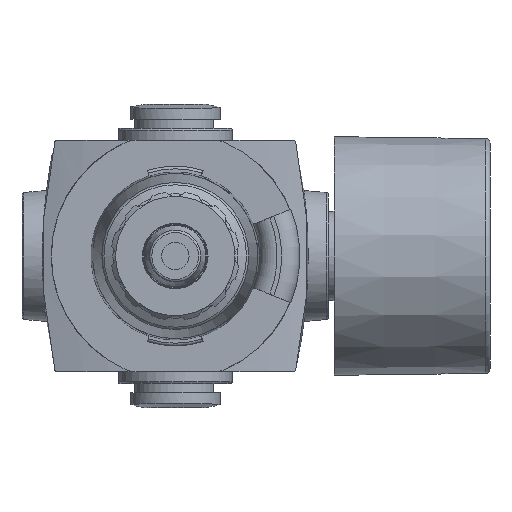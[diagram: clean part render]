
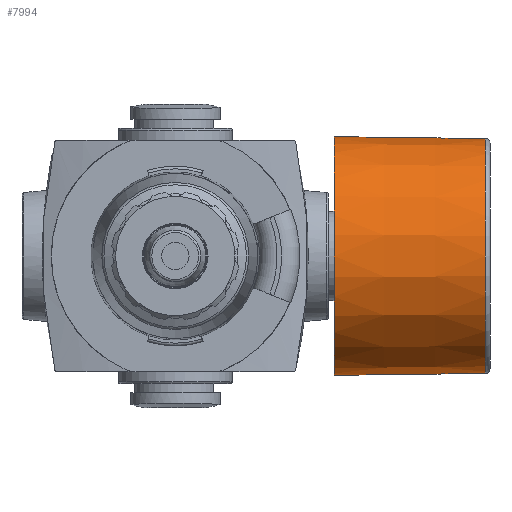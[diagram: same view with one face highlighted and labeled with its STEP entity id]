
A CAD part, front view. The second image highlights one B-rep face of the part: STEP entity #7994.
In plain terms, the highlighted conical face has half-angle 0.694 degrees and reference radius 13 mm.
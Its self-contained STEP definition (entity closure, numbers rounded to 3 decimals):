
#208=CONICAL_SURFACE('',#8703,13.,0.012);
#1263=CIRCLE('',#8702,13.);
#1264=CIRCLE('',#8704,12.8);
#2775=ORIENTED_EDGE('',*,*,#3535,.F.);
#2776=ORIENTED_EDGE('',*,*,#3534,.T.);
#3534=EDGE_CURVE('',#4069,#4069,#1263,.T.);
#3535=EDGE_CURVE('',#4070,#4070,#1264,.T.);
#4069=VERTEX_POINT('',#12549);
#4070=VERTEX_POINT('',#12552);
#4683=EDGE_LOOP('',(#2775));
#4684=EDGE_LOOP('',(#2776));
#5173=FACE_BOUND('',#4683,.T.);
#5174=FACE_BOUND('',#4684,.T.);
#7994=ADVANCED_FACE('',(#5173,#5174),#208,.T.);
#8702=AXIS2_PLACEMENT_3D('',#12548,#10387,#10388);
#8703=AXIS2_PLACEMENT_3D('',#12550,#10389,#10390);
#8704=AXIS2_PLACEMENT_3D('',#12551,#10391,#10392);
#10387=DIRECTION('',(1.,0.,0.));
#10388=DIRECTION('',(0.,0.,-1.));
#10389=DIRECTION('',(-1.,0.,0.));
#10390=DIRECTION('',(0.,0.,1.));
#10391=DIRECTION('',(1.,0.,0.));
#10392=DIRECTION('',(0.,0.,-1.));
#12548=CARTESIAN_POINT('',(-17.,0.,0.));
#12549=CARTESIAN_POINT('',(-17.,0.,-13.));
#12550=CARTESIAN_POINT('',(-17.,0.,0.));
#12551=CARTESIAN_POINT('',(-0.494,0.,0.));
#12552=CARTESIAN_POINT('',(-0.494,0.,-12.8));
